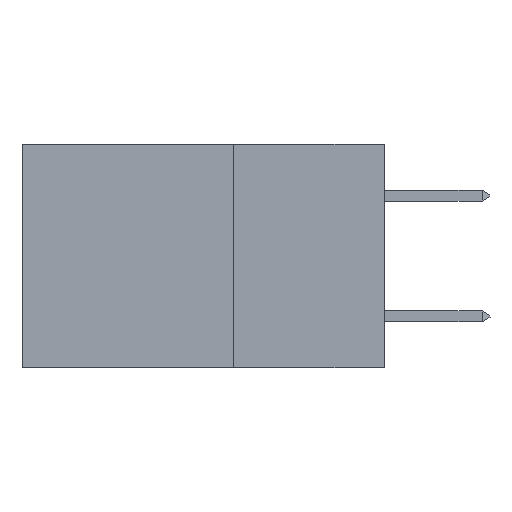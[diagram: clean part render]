
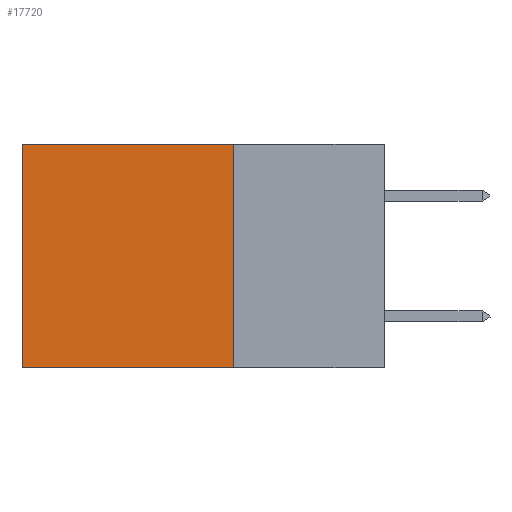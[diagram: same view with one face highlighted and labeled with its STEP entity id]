
A CAD part, left-side view. The second image highlights one B-rep face of the part: STEP entity #17720.
In plain terms, the highlighted planar face has unit normal (-1, 0, 0).
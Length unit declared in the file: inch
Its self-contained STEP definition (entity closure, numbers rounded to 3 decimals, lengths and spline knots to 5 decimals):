
#344 = CARTESIAN_POINT ( 'NONE',  ( 0.2875, 0.25, 0. ) ) ;
#431 = EDGE_LOOP ( 'NONE', ( #4911, #20666, #1635, #2995 ) ) ;
#684 = CARTESIAN_POINT ( 'NONE',  ( 0.2875, 0.25, 0. ) ) ;
#1399 = VECTOR ( 'NONE', #23133, 39.37008 ) ;
#1607 = VECTOR ( 'NONE', #12345, 39.37008 ) ;
#1635 = ORIENTED_EDGE ( 'NONE', *, *, #8218, .F. ) ;
#1802 = FACE_OUTER_BOUND ( 'NONE', #431, .T. ) ;
#2565 = DIRECTION ( 'NONE',  ( 1., 0., 0. ) ) ;
#2888 = DIRECTION ( 'NONE',  ( 0., 0., -1. ) ) ;
#2995 = ORIENTED_EDGE ( 'NONE', *, *, #18025, .T. ) ;
#3093 = CARTESIAN_POINT ( 'NONE',  ( 0.2875, 0.25, -0.37 ) ) ;
#3557 = VECTOR ( 'NONE', #13192, 39.37008 ) ;
#4176 = EDGE_CURVE ( 'NONE', #14918, #18275, #16197, .T. ) ;
#4911 = ORIENTED_EDGE ( 'NONE', *, *, #19669, .T. ) ;
#5217 = CARTESIAN_POINT ( 'NONE',  ( 0.2875, 0.6, 0. ) ) ;
#5520 = VERTEX_POINT ( 'NONE', #5217 ) ;
#6097 = VERTEX_POINT ( 'NONE', #12189 ) ;
#6349 = LINE ( 'NONE', #6712, #1399 ) ;
#6712 = CARTESIAN_POINT ( 'NONE',  ( 0.2875, 0.6, 0. ) ) ;
#8083 = VECTOR ( 'NONE', #2888, 39.37008 ) ;
#8218 = EDGE_CURVE ( 'NONE', #6097, #14918, #17795, .T. ) ;
#12189 = CARTESIAN_POINT ( 'NONE',  ( 0.2875, 0.25, 0. ) ) ;
#12345 = DIRECTION ( 'NONE',  ( 0., 1., 0. ) ) ;
#13192 = DIRECTION ( 'NONE',  ( 0., 1., 0. ) ) ;
#13499 = PLANE ( 'NONE',  #22550 ) ;
#13884 = CARTESIAN_POINT ( 'NONE',  ( 0.2875, 0.6, -0.37 ) ) ;
#14918 = VERTEX_POINT ( 'NONE', #18918 ) ;
#15314 = DIRECTION ( 'NONE',  ( 0., 0., -1. ) ) ;
#15541 = CARTESIAN_POINT ( 'NONE',  ( 0.2875, 0.25, 0. ) ) ;
#16197 = LINE ( 'NONE', #3093, #1607 ) ;
#17720 = ADVANCED_FACE ( 'NONE', ( #1802 ), #13499, .F. ) ;
#17795 = LINE ( 'NONE', #15541, #8083 ) ;
#18025 = EDGE_CURVE ( 'NONE', #6097, #5520, #22990, .T. ) ;
#18275 = VERTEX_POINT ( 'NONE', #13884 ) ;
#18918 = CARTESIAN_POINT ( 'NONE',  ( 0.2875, 0.25, -0.37 ) ) ;
#19669 = EDGE_CURVE ( 'NONE', #5520, #18275, #6349, .T. ) ;
#20666 = ORIENTED_EDGE ( 'NONE', *, *, #4176, .F. ) ;
#22550 = AXIS2_PLACEMENT_3D ( 'NONE', #684, #2565, #15314 ) ;
#22990 = LINE ( 'NONE', #344, #3557 ) ;
#23133 = DIRECTION ( 'NONE',  ( 0., 0., -1. ) ) ;
